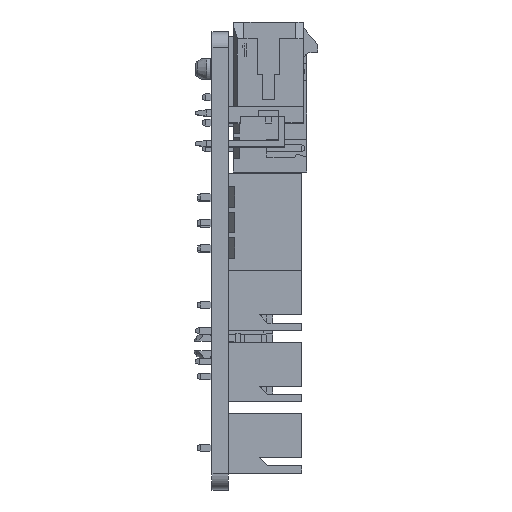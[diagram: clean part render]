
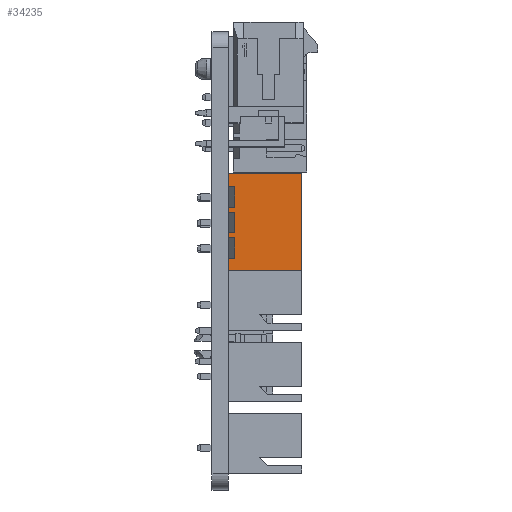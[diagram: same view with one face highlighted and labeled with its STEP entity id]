
A CAD part, top view. The second image highlights one B-rep face of the part: STEP entity #34235.
In plain terms, the highlighted face is planar.
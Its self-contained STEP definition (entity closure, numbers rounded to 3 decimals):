
#2625=FACE_OUTER_BOUND('',#4627,.T.);
#4627=EDGE_LOOP('',(#27857,#27858,#27859,#27860,#27861,#27862,#27863,#27864,
#27865,#27866,#27867,#27868,#27869,#27870,#27871,#27872));
#8306=LINE('',#53407,#12572);
#8310=LINE('',#53415,#12576);
#8311=LINE('',#53418,#12577);
#8327=LINE('',#53450,#12593);
#8329=LINE('',#53455,#12595);
#8330=LINE('',#53456,#12596);
#8331=LINE('',#53457,#12597);
#8332=LINE('',#53459,#12598);
#8333=LINE('',#53461,#12599);
#8334=LINE('',#53463,#12600);
#8335=LINE('',#53465,#12601);
#8336=LINE('',#53467,#12602);
#8337=LINE('',#53469,#12603);
#8338=LINE('',#53471,#12604);
#8339=LINE('',#53473,#12605);
#8340=LINE('',#53474,#12606);
#12572=VECTOR('',#42343,1000.);
#12576=VECTOR('',#42349,1000.);
#12577=VECTOR('',#42352,1000.);
#12593=VECTOR('',#42370,1000.);
#12595=VECTOR('',#42374,1000.);
#12596=VECTOR('',#42375,1000.);
#12597=VECTOR('',#42376,1000.);
#12598=VECTOR('',#42377,1000.);
#12599=VECTOR('',#42378,1000.);
#12600=VECTOR('',#42379,1000.);
#12601=VECTOR('',#42380,1000.);
#12602=VECTOR('',#42381,1000.);
#12603=VECTOR('',#42382,1000.);
#12604=VECTOR('',#42383,1000.);
#12605=VECTOR('',#42384,1000.);
#12606=VECTOR('',#42385,1000.);
#15956=VERTEX_POINT('',#53404);
#15957=VERTEX_POINT('',#53406);
#15959=VERTEX_POINT('',#53411);
#15960=VERTEX_POINT('',#53413);
#15961=VERTEX_POINT('',#53417);
#15976=VERTEX_POINT('',#53449);
#15977=VERTEX_POINT('',#53453);
#15978=VERTEX_POINT('',#53454);
#15979=VERTEX_POINT('',#53458);
#15980=VERTEX_POINT('',#53460);
#15981=VERTEX_POINT('',#53462);
#15982=VERTEX_POINT('',#53464);
#15983=VERTEX_POINT('',#53466);
#15984=VERTEX_POINT('',#53468);
#15985=VERTEX_POINT('',#53470);
#15986=VERTEX_POINT('',#53472);
#20080=EDGE_CURVE('',#15956,#15957,#8306,.T.);
#20084=EDGE_CURVE('',#15959,#15960,#8310,.T.);
#20085=EDGE_CURVE('',#15961,#15960,#8311,.T.);
#20101=EDGE_CURVE('',#15957,#15976,#8327,.T.);
#20103=EDGE_CURVE('',#15977,#15978,#8329,.T.);
#20104=EDGE_CURVE('',#15978,#15976,#8330,.T.);
#20105=EDGE_CURVE('',#15956,#15959,#8331,.T.);
#20106=EDGE_CURVE('',#15979,#15961,#8332,.T.);
#20107=EDGE_CURVE('',#15979,#15980,#8333,.T.);
#20108=EDGE_CURVE('',#15980,#15981,#8334,.T.);
#20109=EDGE_CURVE('',#15982,#15981,#8335,.T.);
#20110=EDGE_CURVE('',#15983,#15982,#8336,.T.);
#20111=EDGE_CURVE('',#15983,#15984,#8337,.T.);
#20112=EDGE_CURVE('',#15984,#15985,#8338,.T.);
#20113=EDGE_CURVE('',#15986,#15985,#8339,.T.);
#20114=EDGE_CURVE('',#15977,#15986,#8340,.T.);
#27857=ORIENTED_EDGE('',*,*,#20103,.T.);
#27858=ORIENTED_EDGE('',*,*,#20104,.T.);
#27859=ORIENTED_EDGE('',*,*,#20101,.F.);
#27860=ORIENTED_EDGE('',*,*,#20080,.F.);
#27861=ORIENTED_EDGE('',*,*,#20105,.T.);
#27862=ORIENTED_EDGE('',*,*,#20084,.T.);
#27863=ORIENTED_EDGE('',*,*,#20085,.F.);
#27864=ORIENTED_EDGE('',*,*,#20106,.F.);
#27865=ORIENTED_EDGE('',*,*,#20107,.T.);
#27866=ORIENTED_EDGE('',*,*,#20108,.T.);
#27867=ORIENTED_EDGE('',*,*,#20109,.F.);
#27868=ORIENTED_EDGE('',*,*,#20110,.F.);
#27869=ORIENTED_EDGE('',*,*,#20111,.T.);
#27870=ORIENTED_EDGE('',*,*,#20112,.T.);
#27871=ORIENTED_EDGE('',*,*,#20113,.F.);
#27872=ORIENTED_EDGE('',*,*,#20114,.F.);
#32434=PLANE('',#36284);
#34235=ADVANCED_FACE('',(#2625),#32434,.T.);
#36284=AXIS2_PLACEMENT_3D('',#53452,#42372,#42373);
#42343=DIRECTION('',(0.,0.,-1.));
#42349=DIRECTION('',(0.,0.,-1.));
#42352=DIRECTION('',(1.,0.,0.));
#42370=DIRECTION('',(1.,0.,0.));
#42372=DIRECTION('center_axis',(0.,1.,0.));
#42373=DIRECTION('ref_axis',(0.,0.,1.));
#42374=DIRECTION('',(1.,0.,0.));
#42375=DIRECTION('',(0.,0.,-1.));
#42376=DIRECTION('',(-1.,0.,0.));
#42377=DIRECTION('',(0.,0.,-1.));
#42378=DIRECTION('',(-1.,0.,0.));
#42379=DIRECTION('',(0.,0.,-1.));
#42380=DIRECTION('',(1.,0.,0.));
#42381=DIRECTION('',(0.,0.,-1.));
#42382=DIRECTION('',(-1.,0.,0.));
#42383=DIRECTION('',(0.,0.,-1.));
#42384=DIRECTION('',(1.,0.,0.));
#42385=DIRECTION('',(0.,0.,-1.));
#53404=CARTESIAN_POINT('',(3.516,3.353,0.635));
#53406=CARTESIAN_POINT('',(3.516,3.353,0.));
#53407=CARTESIAN_POINT('',(3.516,3.353,0.635));
#53411=CARTESIAN_POINT('',(1.484,3.353,0.635));
#53413=CARTESIAN_POINT('',(1.484,3.353,0.));
#53415=CARTESIAN_POINT('',(1.484,3.353,0.635));
#53417=CARTESIAN_POINT('',(1.016,3.353,0.));
#53418=CARTESIAN_POINT('',(-4.837,3.353,0.));
#53449=CARTESIAN_POINT('',(4.837,3.353,0.));
#53450=CARTESIAN_POINT('',(-4.837,3.353,0.));
#53452=CARTESIAN_POINT('Origin',(-4.837,3.353,0.711));
#53453=CARTESIAN_POINT('',(-4.837,3.353,7.214));
#53454=CARTESIAN_POINT('',(4.837,3.353,7.214));
#53455=CARTESIAN_POINT('',(-4.837,3.353,7.214));
#53456=CARTESIAN_POINT('',(4.837,3.353,0.711));
#53457=CARTESIAN_POINT('',(3.516,3.353,0.635));
#53458=CARTESIAN_POINT('',(1.016,3.353,0.635));
#53459=CARTESIAN_POINT('',(1.016,3.353,0.635));
#53460=CARTESIAN_POINT('',(-1.016,3.353,0.635));
#53461=CARTESIAN_POINT('',(1.016,3.353,0.635));
#53462=CARTESIAN_POINT('',(-1.016,3.353,0.));
#53463=CARTESIAN_POINT('',(-1.016,3.353,0.635));
#53464=CARTESIAN_POINT('',(-1.484,3.353,0.));
#53465=CARTESIAN_POINT('',(-4.837,3.353,0.));
#53466=CARTESIAN_POINT('',(-1.484,3.353,0.635));
#53467=CARTESIAN_POINT('',(-1.484,3.353,0.635));
#53468=CARTESIAN_POINT('',(-3.516,3.353,0.635));
#53469=CARTESIAN_POINT('',(-1.484,3.353,0.635));
#53470=CARTESIAN_POINT('',(-3.516,3.353,0.));
#53471=CARTESIAN_POINT('',(-3.516,3.353,0.635));
#53472=CARTESIAN_POINT('',(-4.837,3.353,0.));
#53473=CARTESIAN_POINT('',(-4.837,3.353,0.));
#53474=CARTESIAN_POINT('',(-4.837,3.353,0.711));
